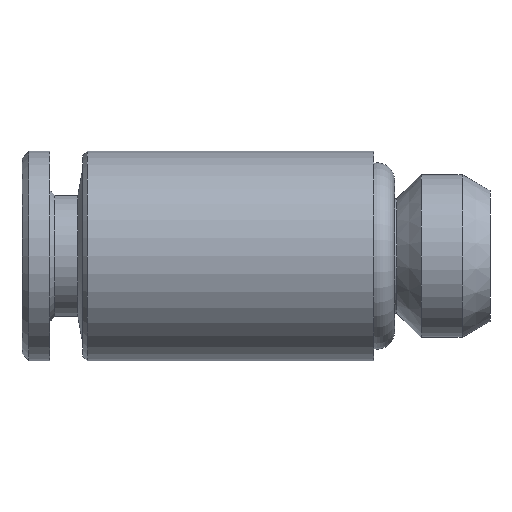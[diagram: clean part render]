
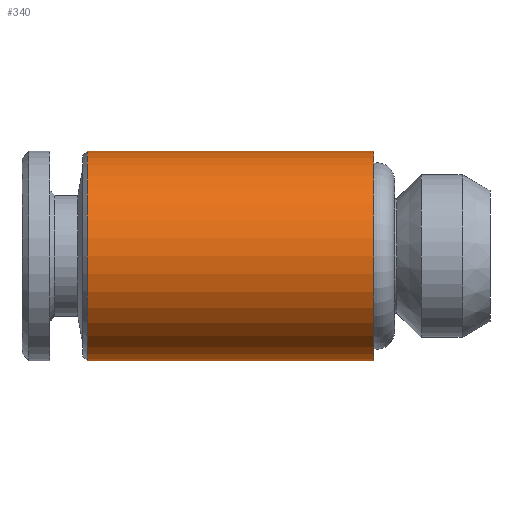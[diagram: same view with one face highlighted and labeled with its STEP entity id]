
A CAD part, left-side view. The second image highlights one B-rep face of the part: STEP entity #340.
In plain terms, the highlighted cylindrical face has radius 4.5 mm (diameter 9 mm), a partial arc.
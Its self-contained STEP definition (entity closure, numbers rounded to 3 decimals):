
#22 = VERTEX_POINT ( 'NONE', #591 ) ;
#24 = EDGE_CURVE ( 'NONE', #70, #22, #590, .T. ) ;
#47 = VERTEX_POINT ( 'NONE', #536 ) ;
#70 = VERTEX_POINT ( 'NONE', #636 ) ;
#71 = VERTEX_POINT ( 'NONE', #635 ) ;
#170 = EDGE_CURVE ( 'NONE', #47, #22, #849, .T. ) ;
#233 = EDGE_CURVE ( 'NONE', #71, #47, #937, .T. ) ;
#323 = ORIENTED_EDGE ( 'NONE', *, *, #24, .T. ) ;
#324 = ORIENTED_EDGE ( 'NONE', *, *, #170, .F. ) ;
#340 = ADVANCED_FACE ( 'NONE', ( #1014 ), #1013, .T. ) ;
#341 = ORIENTED_EDGE ( 'NONE', *, *, #233, .F. ) ;
#342 = ORIENTED_EDGE ( 'NONE', *, *, #345, .T. ) ;
#344 = EDGE_LOOP ( 'NONE', ( #341, #342, #323, #324 ) ) ;
#345 = EDGE_CURVE ( 'NONE', #71, #70, #1012, .T. ) ;
#536 = CARTESIAN_POINT ( 'NONE',  ( 0., 5., 4.5 ) ) ;
#590 = LINE ( 'NONE', #603, #602 ) ;
#591 = CARTESIAN_POINT ( 'NONE',  ( 0., 5., -4.5 ) ) ;
#601 = DIRECTION ( 'NONE',  ( 0., -1., 0. ) ) ;
#602 = VECTOR ( 'NONE', #601, 1000. ) ;
#603 = CARTESIAN_POINT ( 'NONE',  ( 0., -2.242, -4.5 ) ) ;
#635 = CARTESIAN_POINT ( 'NONE',  ( 0., 17.3, 4.5 ) ) ;
#636 = CARTESIAN_POINT ( 'NONE',  ( 0., 17.3, -4.5 ) ) ;
#845 = DIRECTION ( 'NONE',  ( 0., 0., -1. ) ) ;
#846 = DIRECTION ( 'NONE',  ( 0., -1., 0. ) ) ;
#847 = CARTESIAN_POINT ( 'NONE',  ( 0., 5., 0. ) ) ;
#848 = AXIS2_PLACEMENT_3D ( 'NONE', #847, #846, #845 ) ;
#849 = CIRCLE ( 'NONE', #848, 4.5 ) ;
#934 = DIRECTION ( 'NONE',  ( 0., -1., 0. ) ) ;
#935 = VECTOR ( 'NONE', #934, 1000. ) ;
#936 = CARTESIAN_POINT ( 'NONE',  ( 0., -2.242, 4.5 ) ) ;
#937 = LINE ( 'NONE', #936, #935 ) ;
#1005 = DIRECTION ( 'NONE',  ( 0., 0., -1. ) ) ;
#1006 = DIRECTION ( 'NONE',  ( 0., -1., 0. ) ) ;
#1007 = CARTESIAN_POINT ( 'NONE',  ( 0., 17.3, 0. ) ) ;
#1008 = AXIS2_PLACEMENT_3D ( 'NONE', #1007, #1006, #1005 ) ;
#1009 = DIRECTION ( 'NONE',  ( 0., 0., -1. ) ) ;
#1010 = DIRECTION ( 'NONE',  ( 0., -1., 0. ) ) ;
#1011 = AXIS2_PLACEMENT_3D ( 'NONE', #1018, #1010, #1009 ) ;
#1012 = CIRCLE ( 'NONE', #1008, 4.5 ) ;
#1013 = CYLINDRICAL_SURFACE ( 'NONE', #1011, 4.5 ) ;
#1014 = FACE_OUTER_BOUND ( 'NONE', #344, .T. ) ;
#1018 = CARTESIAN_POINT ( 'NONE',  ( 0., -2.242, 0. ) ) ;
